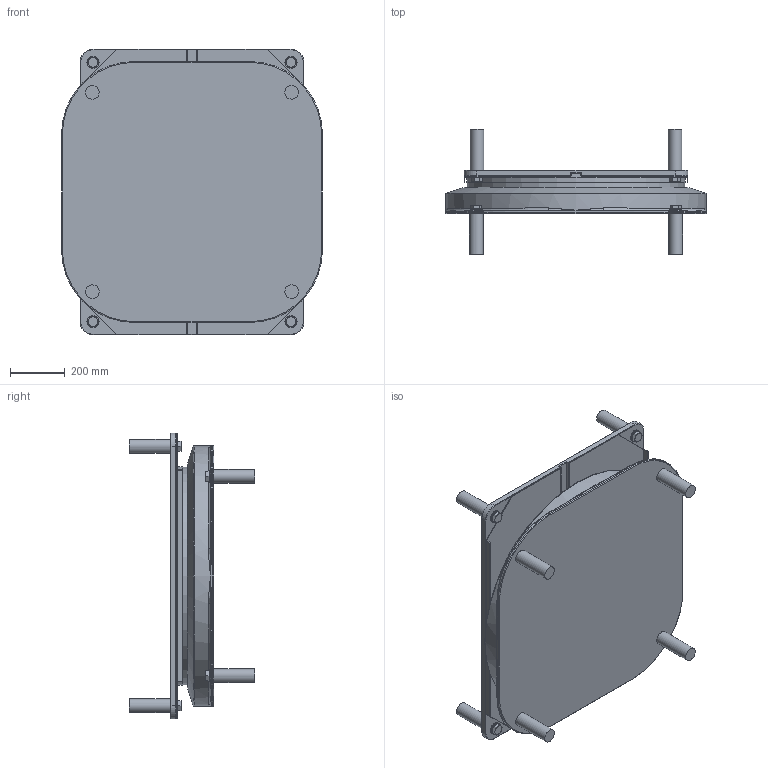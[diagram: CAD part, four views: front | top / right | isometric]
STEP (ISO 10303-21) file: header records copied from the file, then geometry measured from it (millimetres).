
FILE_DESCRIPTION(/* description */ (''),/* implementation_level */ '2;1');
FILE_NAME(/* name */ 'Tobe FR-4 110 E100, STANDARD LAGER FORENKLET.stp',/* time_stamp */ '2024-03-19T15:37:41+01:00',/* author */ ('Kristian'),/* organization */ (''),/* preprocessor_version */ 'ST-DEVELOPER v19.2',/* originating_system */ 'Autodesk Inventor 2024',/* authorisation */ '');
FILE_SCHEMA (('AUTOMOTIVE_DESIGN { 1 0 10303 214 3 1 1 }'));
Length unit declared in the file: millimetre
Products named in the file (1): Tobe FR-4 110 E±100, STANDARD LAGER FORENKLET
Bounding box: 955 x 458.5 x 1045 mm (x, y, z)
Volume: 110488142.1 mm3; surface area: 3326336.8 mm2
Topology: 1 solids, 18 shells, 428 faces, 922 edges, 545 vertices
Faces by surface type: plane 179, cylinder 110, cone 89, bspline 24, torus 22, sphere 4
Full cylindrical faces by diameter (mm): 20.752 x8, 22.376 x8, 24 x8, 25 x16, 33.2 x8, 44 x8, 50 x8, 777 x1, 796 x1, 800 x1, 955 x1
Entity records: 12618 total; most frequent: CARTESIAN_POINT 3102, DIRECTION 1927, ORIENTED_EDGE 1796, EDGE_CURVE 898, AXIS2_PLACEMENT_3D 760, VERTEX_POINT 544, EDGE_LOOP 490, STYLED_ITEM 429
